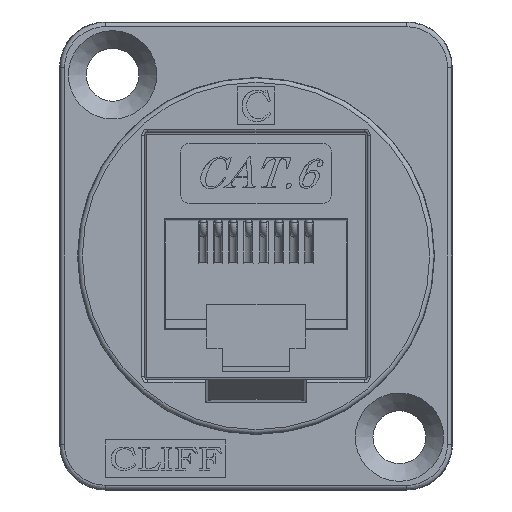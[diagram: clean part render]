
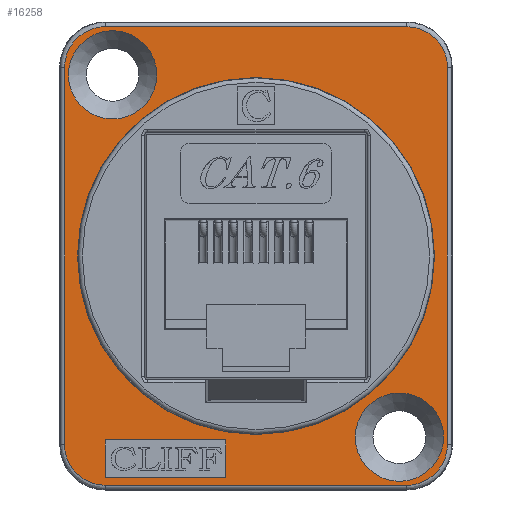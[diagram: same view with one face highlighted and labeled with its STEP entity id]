
A CAD part, front view. The second image highlights one B-rep face of the part: STEP entity #16258.
In plain terms, the highlighted planar face has unit normal (0, -1, 0).
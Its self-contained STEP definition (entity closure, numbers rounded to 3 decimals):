
#322=FACE_BOUND('',#2478,.T.);
#323=FACE_BOUND('',#2479,.T.);
#324=FACE_BOUND('',#2480,.T.);
#325=FACE_BOUND('',#2481,.T.);
#631=ELLIPSE('',#17247,2.7,2.7);
#632=ELLIPSE('',#17248,2.7,2.7);
#633=ELLIPSE('',#17249,2.7,2.7);
#634=ELLIPSE('',#17250,2.7,2.7);
#820=CIRCLE('',#17037,11.823);
#869=CIRCLE('',#17251,2.925);
#870=CIRCLE('',#17252,2.925);
#1635=FACE_OUTER_BOUND('',#2477,.T.);
#2477=EDGE_LOOP('',(#14020,#14021,#14022,#14023,#14024,#14025,#14026,#14027));
#2478=EDGE_LOOP('',(#14028,#14029,#14030,#14031));
#2479=EDGE_LOOP('',(#14032));
#2480=EDGE_LOOP('',(#14033));
#2481=EDGE_LOOP('',(#14034));
#4144=LINE('',#27536,#5841);
#4148=LINE('',#27544,#5845);
#4151=LINE('',#27550,#5848);
#4154=LINE('',#27555,#5851);
#4188=LINE('',#27664,#5885);
#4189=LINE('',#27668,#5886);
#4190=LINE('',#27672,#5887);
#4191=LINE('',#27675,#5888);
#5841=VECTOR('',#20737,2.5);
#5845=VECTOR('',#20743,8.);
#5848=VECTOR('',#20748,2.5);
#5851=VECTOR('',#20753,8.);
#5885=VECTOR('',#20851,24.965);
#5886=VECTOR('',#20854,19.965);
#5887=VECTOR('',#20857,24.965);
#5888=VECTOR('',#20860,19.965);
#7019=VERTEX_POINT('',#25546);
#7337=VERTEX_POINT('',#27534);
#7338=VERTEX_POINT('',#27535);
#7341=VERTEX_POINT('',#27543);
#7343=VERTEX_POINT('',#27549);
#7372=VERTEX_POINT('',#27660);
#7373=VERTEX_POINT('',#27661);
#7374=VERTEX_POINT('',#27663);
#7375=VERTEX_POINT('',#27665);
#7376=VERTEX_POINT('',#27667);
#7377=VERTEX_POINT('',#27669);
#7378=VERTEX_POINT('',#27671);
#7379=VERTEX_POINT('',#27673);
#7380=VERTEX_POINT('',#27676);
#7381=VERTEX_POINT('',#27678);
#9052=EDGE_CURVE('',#7019,#7019,#820,.T.);
#9551=EDGE_CURVE('',#7337,#7338,#4144,.T.);
#9555=EDGE_CURVE('',#7341,#7337,#4148,.T.);
#9558=EDGE_CURVE('',#7343,#7341,#4151,.T.);
#9561=EDGE_CURVE('',#7338,#7343,#4154,.T.);
#9610=EDGE_CURVE('',#7372,#7373,#631,.T.);
#9611=EDGE_CURVE('',#7374,#7372,#4188,.T.);
#9612=EDGE_CURVE('',#7375,#7374,#632,.T.);
#9613=EDGE_CURVE('',#7376,#7375,#4189,.T.);
#9614=EDGE_CURVE('',#7377,#7376,#633,.T.);
#9615=EDGE_CURVE('',#7378,#7377,#4190,.T.);
#9616=EDGE_CURVE('',#7379,#7378,#634,.T.);
#9617=EDGE_CURVE('',#7373,#7379,#4191,.T.);
#9618=EDGE_CURVE('',#7380,#7380,#869,.T.);
#9619=EDGE_CURVE('',#7381,#7381,#870,.T.);
#14020=ORIENTED_EDGE('',*,*,#9610,.F.);
#14021=ORIENTED_EDGE('',*,*,#9611,.F.);
#14022=ORIENTED_EDGE('',*,*,#9612,.F.);
#14023=ORIENTED_EDGE('',*,*,#9613,.F.);
#14024=ORIENTED_EDGE('',*,*,#9614,.F.);
#14025=ORIENTED_EDGE('',*,*,#9615,.F.);
#14026=ORIENTED_EDGE('',*,*,#9616,.F.);
#14027=ORIENTED_EDGE('',*,*,#9617,.F.);
#14028=ORIENTED_EDGE('',*,*,#9551,.T.);
#14029=ORIENTED_EDGE('',*,*,#9561,.T.);
#14030=ORIENTED_EDGE('',*,*,#9558,.T.);
#14031=ORIENTED_EDGE('',*,*,#9555,.T.);
#14032=ORIENTED_EDGE('',*,*,#9052,.T.);
#14033=ORIENTED_EDGE('',*,*,#9618,.T.);
#14034=ORIENTED_EDGE('',*,*,#9619,.T.);
#14710=PLANE('',#17246);
#16258=ADVANCED_FACE('',(#1635,#322,#323,#324,#325),#14710,.T.);
#17037=AXIS2_PLACEMENT_3D('',#25547,#20039,#20040);
#17246=AXIS2_PLACEMENT_3D('',#27659,#20847,#20848);
#17247=AXIS2_PLACEMENT_3D('',#27662,#20849,#20850);
#17248=AXIS2_PLACEMENT_3D('',#27666,#20852,#20853);
#17249=AXIS2_PLACEMENT_3D('',#27670,#20855,#20856);
#17250=AXIS2_PLACEMENT_3D('',#27674,#20858,#20859);
#17251=AXIS2_PLACEMENT_3D('',#27677,#20861,#20862);
#17252=AXIS2_PLACEMENT_3D('',#27679,#20863,#20864);
#20039=DIRECTION('center_axis',(0.,1.,0.));
#20040=DIRECTION('ref_axis',(-1.,0.,0.));
#20737=DIRECTION('',(0.,0.,1.));
#20743=DIRECTION('',(-1.,0.,0.));
#20748=DIRECTION('',(0.,0.,-1.));
#20753=DIRECTION('',(1.,0.,0.));
#20847=DIRECTION('center_axis',(0.,-1.,0.));
#20848=DIRECTION('ref_axis',(1.,0.,0.));
#20849=DIRECTION('center_axis',(0.,1.,0.));
#20850=DIRECTION('ref_axis',(-0.707,0.,0.707));
#20851=DIRECTION('',(0.,0.,1.));
#20852=DIRECTION('center_axis',(0.,1.,0.));
#20853=DIRECTION('ref_axis',(-0.707,0.,-0.707));
#20854=DIRECTION('',(-1.,0.,0.));
#20855=DIRECTION('center_axis',(0.,1.,0.));
#20856=DIRECTION('ref_axis',(0.707,0.,-0.707));
#20857=DIRECTION('',(0.,0.,-1.));
#20858=DIRECTION('center_axis',(0.,1.,0.));
#20859=DIRECTION('ref_axis',(0.707,0.,0.707));
#20860=DIRECTION('',(1.,0.,0.));
#20861=DIRECTION('center_axis',(0.,1.,0.));
#20862=DIRECTION('ref_axis',(1.,0.,0.));
#20863=DIRECTION('center_axis',(0.,1.,0.));
#20864=DIRECTION('ref_axis',(1.,0.,0.));
#25546=CARTESIAN_POINT('',(11.823,2.8,0.));
#25547=CARTESIAN_POINT('Origin',(0.,2.8,0.));
#27534=CARTESIAN_POINT('',(-10.,2.8,-14.683));
#27535=CARTESIAN_POINT('',(-10.,2.8,-12.183));
#27536=CARTESIAN_POINT('',(-10.,2.8,-7.341));
#27543=CARTESIAN_POINT('',(-2.,2.8,-14.683));
#27544=CARTESIAN_POINT('',(-1.,2.8,-14.683));
#27549=CARTESIAN_POINT('',(-2.,2.8,-12.183));
#27550=CARTESIAN_POINT('',(-2.,2.8,-6.091));
#27555=CARTESIAN_POINT('',(-5.,2.8,-12.183));
#27659=CARTESIAN_POINT('Origin',(0.,2.8,0.));
#27660=CARTESIAN_POINT('',(-12.683,2.8,12.483));
#27661=CARTESIAN_POINT('',(-9.983,2.8,15.183));
#27662=CARTESIAN_POINT('Origin',(-9.982,2.8,12.482));
#27663=CARTESIAN_POINT('',(-12.683,2.8,-12.483));
#27664=CARTESIAN_POINT('',(-12.683,2.8,-7.75));
#27665=CARTESIAN_POINT('',(-9.983,2.8,-15.183));
#27666=CARTESIAN_POINT('Origin',(-9.982,2.8,-12.482));
#27667=CARTESIAN_POINT('',(9.983,2.8,-15.183));
#27668=CARTESIAN_POINT('',(6.5,2.8,-15.183));
#27669=CARTESIAN_POINT('',(12.683,2.8,-12.483));
#27670=CARTESIAN_POINT('Origin',(9.982,2.8,-12.482));
#27671=CARTESIAN_POINT('',(12.683,2.8,12.483));
#27672=CARTESIAN_POINT('',(12.683,2.8,7.75));
#27673=CARTESIAN_POINT('',(9.983,2.8,15.183));
#27674=CARTESIAN_POINT('Origin',(9.982,2.8,12.482));
#27675=CARTESIAN_POINT('',(-6.5,2.8,15.183));
#27676=CARTESIAN_POINT('',(6.575,2.8,-12.));
#27677=CARTESIAN_POINT('Origin',(9.5,2.8,-12.));
#27678=CARTESIAN_POINT('',(-12.425,2.8,12.));
#27679=CARTESIAN_POINT('Origin',(-9.5,2.8,12.));
